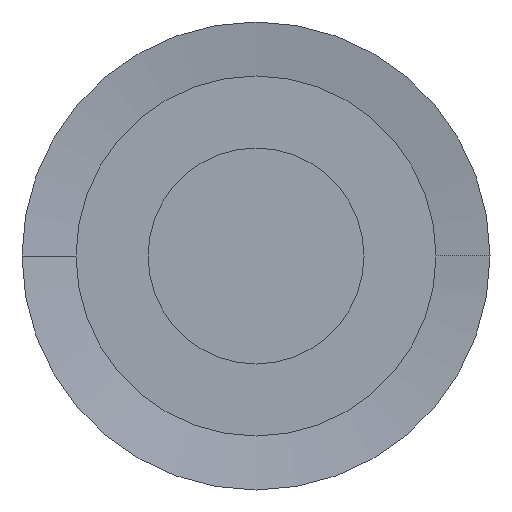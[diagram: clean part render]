
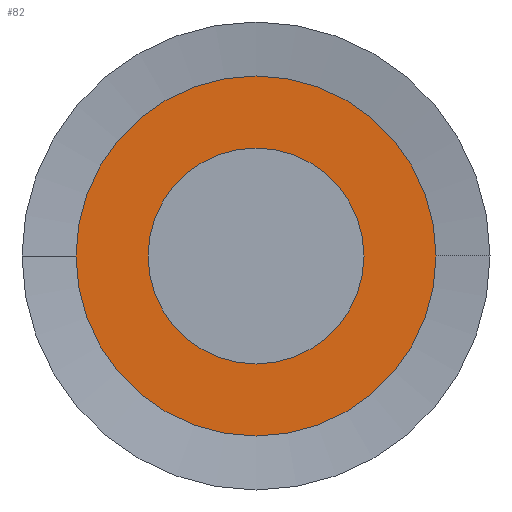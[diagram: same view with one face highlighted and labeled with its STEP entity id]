
A CAD part, left-side view. The second image highlights one B-rep face of the part: STEP entity #82.
In plain terms, the highlighted planar face has unit normal (-1, 0, 0).
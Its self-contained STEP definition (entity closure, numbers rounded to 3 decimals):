
#82 = ADVANCED_FACE( '', ( #188, #189 ), #190, .T. );
#188 = FACE_BOUND( '', #385, .T. );
#189 = FACE_OUTER_BOUND( '', #386, .T. );
#190 = PLANE( '', #387 );
#385 = EDGE_LOOP( '', ( #697, #698 ) );
#386 = EDGE_LOOP( '', ( #699, #700 ) );
#387 = AXIS2_PLACEMENT_3D( '', #701, #702, #703 );
#697 = ORIENTED_EDGE( '', *, *, #1405, .F. );
#698 = ORIENTED_EDGE( '', *, *, #1510, .F. );
#699 = ORIENTED_EDGE( '', *, *, #1511, .T. );
#700 = ORIENTED_EDGE( '', *, *, #1419, .T. );
#701 = CARTESIAN_POINT( '', ( 0.15, 4., 0. ) );
#702 = DIRECTION( '', ( -1., 0., 0. ) );
#703 = DIRECTION( '', ( 0., 1., 0. ) );
#1405 = EDGE_CURVE( '', #1677, #1680, #1681, .T. );
#1419 = EDGE_CURVE( '', #1707, #1704, #1708, .T. );
#1510 = EDGE_CURVE( '', #1680, #1677, #1884, .T. );
#1511 = EDGE_CURVE( '', #1704, #1707, #1885, .T. );
#1677 = VERTEX_POINT( '', #2131 );
#1680 = VERTEX_POINT( '', #2135 );
#1681 = CIRCLE( '', #2136, 3. );
#1704 = VERTEX_POINT( '', #2162 );
#1707 = VERTEX_POINT( '', #2166 );
#1708 = CIRCLE( '', #2167, 5. );
#1884 = CIRCLE( '', #2378, 3. );
#1885 = CIRCLE( '', #2379, 5. );
#2131 = CARTESIAN_POINT( '', ( 0.15, 3., 0. ) );
#2135 = CARTESIAN_POINT( '', ( 0.15, -3., 0. ) );
#2136 = AXIS2_PLACEMENT_3D( '', #2736, #2737, #2738 );
#2162 = CARTESIAN_POINT( '', ( 0.15, 5., 0. ) );
#2166 = CARTESIAN_POINT( '', ( 0.15, -5., 0. ) );
#2167 = AXIS2_PLACEMENT_3D( '', #2770, #2771, #2772 );
#2378 = AXIS2_PLACEMENT_3D( '', #2973, #2974, #2975 );
#2379 = AXIS2_PLACEMENT_3D( '', #2976, #2977, #2978 );
#2736 = CARTESIAN_POINT( '', ( 0.15, 0., 0. ) );
#2737 = DIRECTION( '', ( -1., 0., 0. ) );
#2738 = DIRECTION( '', ( 0., 1., 0. ) );
#2770 = CARTESIAN_POINT( '', ( 0.15, 0., 0. ) );
#2771 = DIRECTION( '', ( -1., 0., 0. ) );
#2772 = DIRECTION( '', ( 0., 1., 0. ) );
#2973 = CARTESIAN_POINT( '', ( 0.15, 0., 0. ) );
#2974 = DIRECTION( '', ( -1., 0., 0. ) );
#2975 = DIRECTION( '', ( 0., 1., 0. ) );
#2976 = CARTESIAN_POINT( '', ( 0.15, 0., 0. ) );
#2977 = DIRECTION( '', ( -1., 0., 0. ) );
#2978 = DIRECTION( '', ( 0., 1., 0. ) );
